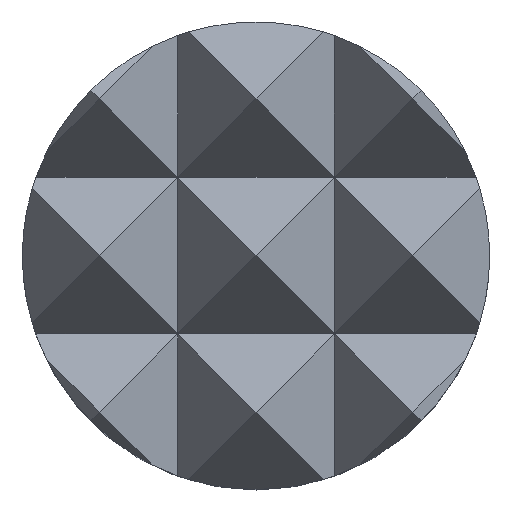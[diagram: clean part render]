
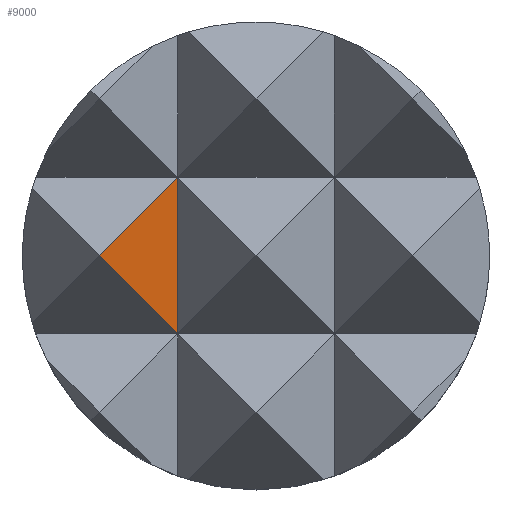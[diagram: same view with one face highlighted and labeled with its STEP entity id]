
A CAD part, top view. The second image highlights one B-rep face of the part: STEP entity #9000.
In plain terms, the highlighted planar face has unit normal (0.819, 0, 0.574).
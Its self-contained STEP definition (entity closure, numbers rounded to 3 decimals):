
#432 = DIRECTION ( 'NONE',  ( -0.498, 0.498, 0.711 ) ) ;
#1114 = DIRECTION ( 'NONE',  ( 0.498, 0.498, -0.711 ) ) ;
#1338 = VECTOR ( 'NONE', #3175, 1000. ) ;
#1339 = VERTEX_POINT ( 'NONE', #5315 ) ;
#1377 = LINE ( 'NONE', #9401, #7016 ) ;
#1391 = EDGE_CURVE ( 'Defeature ausgef�hrt1_19+Defeature ausgef�hrt1_25+Defeature ausgef�hrt1_26+Defeature ausgef�hrt1_17', #6974, #1339, #1451, .T. ) ;
#1451 = LINE ( 'NONE', #1547, #8869 ) ;
#1547 = CARTESIAN_POINT ( 'NONE',  ( -0.875, -0.205, 8.693 ) ) ;
#1837 = EDGE_CURVE ( 'Defeature ausgef�hrt1_9+Defeature ausgef�hrt1_25+Defeature ausgef�hrt1_11+Defeature ausgef�hrt1_26', #8196, #6974, #1377, .T. ) ;
#2051 = AXIS2_PLACEMENT_3D ( 'NONE', #7333, #7321, #7317 ) ;
#2856 = ORIENTED_EDGE ( 'NONE', *, *, #9650, .T. ) ;
#3059 = ORIENTED_EDGE ( 'NONE', *, *, #1391, .F. ) ;
#3123 = CARTESIAN_POINT ( 'NONE',  ( -0.67, 0., 8.4 ) ) ;
#3175 = DIRECTION ( 'NONE',  ( 0., 1., 0. ) ) ;
#3177 = CARTESIAN_POINT ( 'NONE',  ( -0.335, -1.5, 7.922 ) ) ;
#3186 = LINE ( 'NONE', #3177, #1338 ) ;
#5315 = CARTESIAN_POINT ( 'NONE',  ( -0.335, 0.335, 7.922 ) ) ;
#5602 = CARTESIAN_POINT ( 'NONE',  ( -0.335, -0.335, 7.922 ) ) ;
#6974 = VERTEX_POINT ( 'NONE', #3123 ) ;
#7016 = VECTOR ( 'NONE', #432, 1000. ) ;
#7317 = DIRECTION ( 'NONE',  ( -0.574, 0., 0.819 ) ) ;
#7321 = DIRECTION ( 'NONE',  ( -0.819, 0., -0.574 ) ) ;
#7333 = CARTESIAN_POINT ( 'NONE',  ( -0.335, -1.5, 7.922 ) ) ;
#7470 = PLANE ( 'NONE',  #2051 ) ;
#7513 = FACE_OUTER_BOUND ( 'NONE', #7958, .T. ) ;
#7958 = EDGE_LOOP ( 'NONE', ( #2856, #3059, #8105 ) ) ;
#8105 = ORIENTED_EDGE ( 'NONE', *, *, #1837, .F. ) ;
#8196 = VERTEX_POINT ( 'NONE', #5602 ) ;
#8869 = VECTOR ( 'NONE', #1114, 1000. ) ;
#9000 = ADVANCED_FACE ( 'Defeature ausgef�hrt1_25', ( #7513 ), #7470, .F. ) ;
#9401 = CARTESIAN_POINT ( 'NONE',  ( -0.623, -0.047, 8.333 ) ) ;
#9650 = EDGE_CURVE ( 'Defeature ausgef�hrt1_25+Defeature ausgef�hrt1_24+Defeature ausgef�hrt1_9+Defeature ausgef�hrt1_19', #8196, #1339, #3186, .T. ) ;
